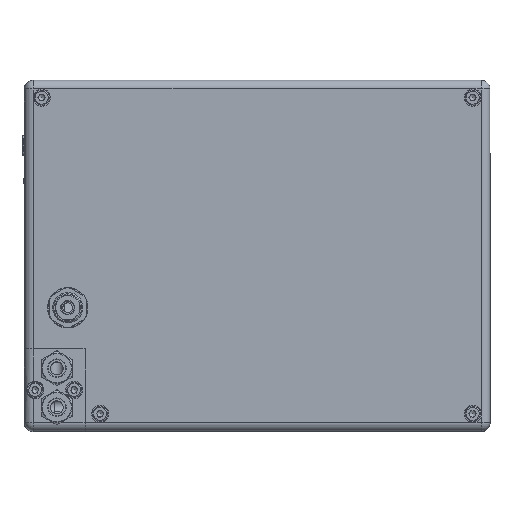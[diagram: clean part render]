
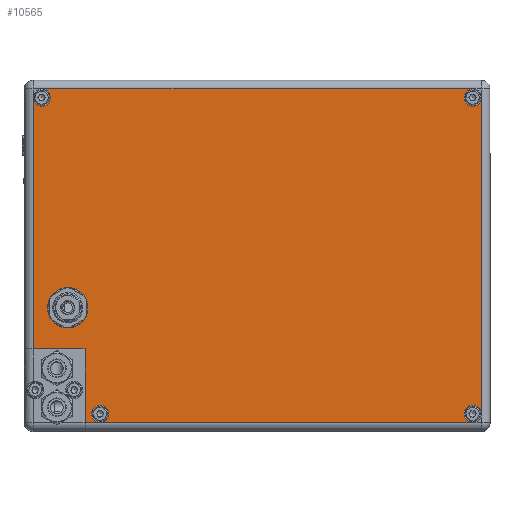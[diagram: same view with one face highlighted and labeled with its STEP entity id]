
A CAD part, top view. The second image highlights one B-rep face of the part: STEP entity #10565.
In plain terms, the highlighted planar face has unit normal (0, 0, 1).
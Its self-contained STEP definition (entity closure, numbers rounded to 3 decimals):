
#639 = CIRCLE ( 'NONE', #15252, 4. ) ;
#842 = VERTEX_POINT ( 'NONE', #26508 ) ;
#1226 = EDGE_CURVE ( 'NONE', #842, #5937, #8590, .T. ) ;
#1467 = CARTESIAN_POINT ( 'NONE',  ( -79.5, -77., 160. ) ) ;
#2383 = ORIENTED_EDGE ( 'NONE', *, *, #9702, .F. ) ;
#4062 = EDGE_CURVE ( 'NONE', #7540, #24319, #26490, .T. ) ;
#4903 = CARTESIAN_POINT ( 'NONE',  ( 0., 0., 160. ) ) ;
#4920 = CARTESIAN_POINT ( 'NONE',  ( -87.5, -24., 160. ) ) ;
#5494 = EDGE_CURVE ( 'NONE', #14839, #14353, #28391, .T. ) ;
#5926 = CARTESIAN_POINT ( 'NONE',  ( 103.5, 73., 160. ) ) ;
#5937 = VERTEX_POINT ( 'NONE', #18244 ) ;
#5990 = ORIENTED_EDGE ( 'NONE', *, *, #4062, .F. ) ;
#5999 = VECTOR ( 'NONE', #11220, 1000. ) ;
#6068 = CARTESIAN_POINT ( 'NONE',  ( 107.5, -77., 160. ) ) ;
#6515 = VECTOR ( 'NONE', #31942, 1000. ) ;
#6686 = EDGE_LOOP ( 'NONE', ( #22038 ) ) ;
#7237 = EDGE_CURVE ( 'NONE', #19083, #19083, #13313, .T. ) ;
#7540 = VERTEX_POINT ( 'NONE', #11110 ) ;
#8084 = CARTESIAN_POINT ( 'NONE',  ( -79.5, -43., 160. ) ) ;
#8590 = CIRCLE ( 'NONE', #24956, 4. ) ;
#8939 = EDGE_CURVE ( 'NONE', #12062, #24319, #14774, .T. ) ;
#9557 = DIRECTION ( 'NONE',  ( 0., 0., 1. ) ) ;
#9702 = EDGE_CURVE ( 'NONE', #14353, #14353, #639, .T. ) ;
#9882 = CARTESIAN_POINT ( 'NONE',  ( 99.5, 73., 160. ) ) ;
#10101 = DIRECTION ( 'NONE',  ( 0., 0., 1. ) ) ;
#10565 = ADVANCED_FACE ( 'NONE', ( #17032, #26886 ), #20054, .T. ) ;
#10606 = CARTESIAN_POINT ( 'NONE',  ( -79.5, -43., 160. ) ) ;
#10903 = LINE ( 'NONE', #6068, #16810 ) ;
#11110 = CARTESIAN_POINT ( 'NONE',  ( -103.5, 73., 160. ) ) ;
#11192 = ORIENTED_EDGE ( 'NONE', *, *, #1226, .F. ) ;
#11220 = DIRECTION ( 'NONE',  ( 1., 0., 0. ) ) ;
#11392 = CARTESIAN_POINT ( 'NONE',  ( 99.5, 77., 160. ) ) ;
#11654 = LINE ( 'NONE', #12904, #19595 ) ;
#12046 = EDGE_CURVE ( 'NONE', #7540, #14659, #29119, .T. ) ;
#12062 = VERTEX_POINT ( 'NONE', #11392 ) ;
#12177 = DIRECTION ( 'NONE',  ( -1., 0., 0. ) ) ;
#12422 = DIRECTION ( 'NONE',  ( -1., 0., 0. ) ) ;
#12548 = DIRECTION ( 'NONE',  ( 0., 0., 1. ) ) ;
#12904 = CARTESIAN_POINT ( 'NONE',  ( 103.5, 81., 160. ) ) ;
#13193 = ORIENTED_EDGE ( 'NONE', *, *, #5494, .T. ) ;
#13313 = CIRCLE ( 'NONE', #26990, 6.25 ) ;
#13627 = VERTEX_POINT ( 'NONE', #5926 ) ;
#13683 = DIRECTION ( 'NONE',  ( 0., -1., 0. ) ) ;
#14045 = VERTEX_POINT ( 'NONE', #10606 ) ;
#14353 = VERTEX_POINT ( 'NONE', #31893 ) ;
#14625 = CARTESIAN_POINT ( 'NONE',  ( -72.5, -73., 160. ) ) ;
#14659 = VERTEX_POINT ( 'NONE', #25748 ) ;
#14751 = DIRECTION ( 'NONE',  ( -1., 0., 0. ) ) ;
#14774 = LINE ( 'NONE', #27019, #27036 ) ;
#14839 = VERTEX_POINT ( 'NONE', #1467 ) ;
#15252 = AXIS2_PLACEMENT_3D ( 'NONE', #14625, #30013, #32521 ) ;
#16054 = CARTESIAN_POINT ( 'NONE',  ( 107.5, -77., 160. ) ) ;
#16261 = ORIENTED_EDGE ( 'NONE', *, *, #30473, .T. ) ;
#16810 = VECTOR ( 'NONE', #23548, 1000. ) ;
#17032 = FACE_BOUND ( 'NONE', #6686, .T. ) ;
#17121 = EDGE_CURVE ( 'NONE', #14659, #14045, #21020, .T. ) ;
#17607 = DIRECTION ( 'NONE',  ( 0., 0., 1. ) ) ;
#17833 = CARTESIAN_POINT ( 'NONE',  ( -99.5, 77., 160. ) ) ;
#17907 = LINE ( 'NONE', #24499, #6515 ) ;
#18186 = ORIENTED_EDGE ( 'NONE', *, *, #24790, .T. ) ;
#18244 = CARTESIAN_POINT ( 'NONE',  ( 99.5, -77., 160. ) ) ;
#18256 = ORIENTED_EDGE ( 'NONE', *, *, #8939, .T. ) ;
#18269 = DIRECTION ( 'NONE',  ( 1., 0., 0. ) ) ;
#18504 = VECTOR ( 'NONE', #13683, 1000. ) ;
#18709 = ORIENTED_EDGE ( 'NONE', *, *, #31780, .F. ) ;
#19083 = VERTEX_POINT ( 'NONE', #19520 ) ;
#19210 = DIRECTION ( 'NONE',  ( -1., 0., 0. ) ) ;
#19452 = ORIENTED_EDGE ( 'NONE', *, *, #24689, .T. ) ;
#19520 = CARTESIAN_POINT ( 'NONE',  ( -93.75, -24., 160. ) ) ;
#19595 = VECTOR ( 'NONE', #25696, 1000. ) ;
#20030 = DIRECTION ( 'NONE',  ( -1., 0., 0. ) ) ;
#20054 = PLANE ( 'NONE',  #29182 ) ;
#20330 = CARTESIAN_POINT ( 'NONE',  ( 99.5, -73., 160. ) ) ;
#20786 = AXIS2_PLACEMENT_3D ( 'NONE', #9882, #10101, #20030 ) ;
#21020 = LINE ( 'NONE', #8084, #31178 ) ;
#21366 = CARTESIAN_POINT ( 'NONE',  ( -103.5, -43., 160. ) ) ;
#21911 = AXIS2_PLACEMENT_3D ( 'NONE', #27382, #9557, #12177 ) ;
#22038 = ORIENTED_EDGE ( 'NONE', *, *, #7237, .F. ) ;
#22477 = EDGE_LOOP ( 'NONE', ( #18709, #18256, #5990, #27374, #29405, #18186, #13193, #2383, #19452, #11192, #16261 ) ) ;
#22867 = DIRECTION ( 'NONE',  ( 0., 0., 1. ) ) ;
#23548 = DIRECTION ( 'NONE',  ( 1., 0., 0. ) ) ;
#24319 = VERTEX_POINT ( 'NONE', #17833 ) ;
#24499 = CARTESIAN_POINT ( 'NONE',  ( -79.5, -81., 160. ) ) ;
#24689 = EDGE_CURVE ( 'NONE', #14353, #5937, #10903, .T. ) ;
#24790 = EDGE_CURVE ( 'NONE', #14045, #14839, #17907, .T. ) ;
#24956 = AXIS2_PLACEMENT_3D ( 'NONE', #20330, #22867, #30395 ) ;
#25696 = DIRECTION ( 'NONE',  ( 0., 1., 0. ) ) ;
#25748 = CARTESIAN_POINT ( 'NONE',  ( -103.5, -43., 160. ) ) ;
#26490 = CIRCLE ( 'NONE', #21911, 4. ) ;
#26508 = CARTESIAN_POINT ( 'NONE',  ( 103.5, -73., 160. ) ) ;
#26886 = FACE_OUTER_BOUND ( 'NONE', #22477, .T. ) ;
#26990 = AXIS2_PLACEMENT_3D ( 'NONE', #4920, #12548, #14751 ) ;
#27019 = CARTESIAN_POINT ( 'NONE',  ( -107.5, 77., 160. ) ) ;
#27036 = VECTOR ( 'NONE', #19210, 1000. ) ;
#27062 = CIRCLE ( 'NONE', #20786, 4. ) ;
#27374 = ORIENTED_EDGE ( 'NONE', *, *, #12046, .T. ) ;
#27382 = CARTESIAN_POINT ( 'NONE',  ( -99.5, 73., 160. ) ) ;
#28391 = LINE ( 'NONE', #16054, #5999 ) ;
#29119 = LINE ( 'NONE', #21366, #18504 ) ;
#29182 = AXIS2_PLACEMENT_3D ( 'NONE', #4903, #17607, #12422 ) ;
#29405 = ORIENTED_EDGE ( 'NONE', *, *, #17121, .T. ) ;
#30013 = DIRECTION ( 'NONE',  ( 0., 0., 1. ) ) ;
#30395 = DIRECTION ( 'NONE',  ( -1., 0., 0. ) ) ;
#30473 = EDGE_CURVE ( 'NONE', #842, #13627, #11654, .T. ) ;
#31178 = VECTOR ( 'NONE', #18269, 1000. ) ;
#31780 = EDGE_CURVE ( 'NONE', #12062, #13627, #27062, .T. ) ;
#31893 = CARTESIAN_POINT ( 'NONE',  ( -72.5, -77., 160. ) ) ;
#31942 = DIRECTION ( 'NONE',  ( 0., -1., 0. ) ) ;
#32521 = DIRECTION ( 'NONE',  ( -1., 0., 0. ) ) ;
